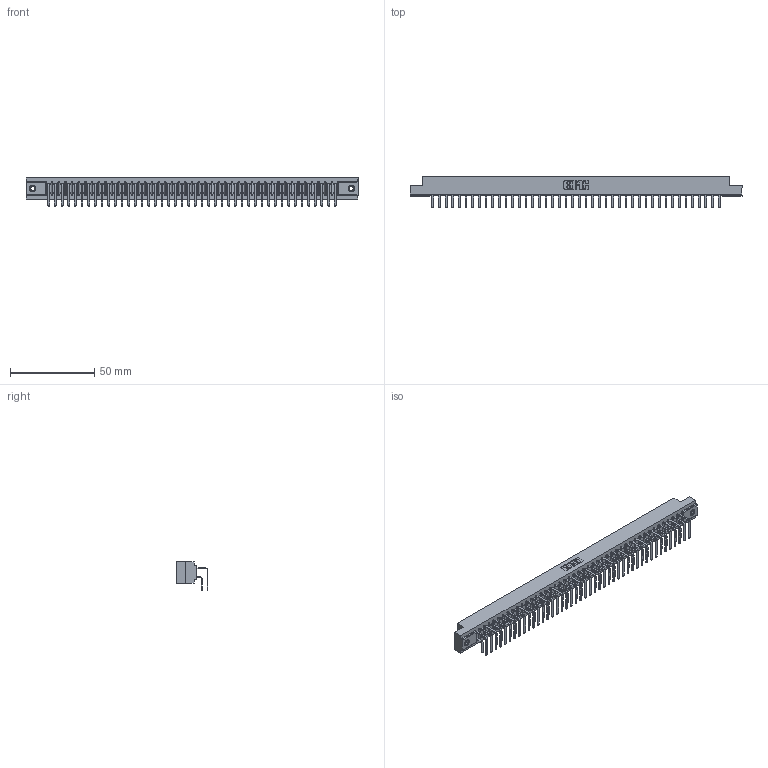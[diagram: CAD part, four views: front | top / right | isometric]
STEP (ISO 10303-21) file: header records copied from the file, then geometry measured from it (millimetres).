
FILE_DESCRIPTION (( 'STEP AP203' ), '1' );
FILE_NAME ('307-044-458-107.STEP', '2020-09-29T21:49:25', ( '' ), ( '' ), 'SwSTEP 2.0', 'SolidWorks 2020', '' );
FILE_SCHEMA (( 'CONFIG_CONTROL_DESIGN' ));
Length unit declared in the file: inch
Products named in the file (5): 345-250-001_345-250-005-103; 307-290-001_558 559 - 1 (Single); 307 Part_.156 Dia Mounting Holes; 307-044-458-107; 307-290-001_558 - 2 (Single)
Assembly tree (91 placements, depth 2):
  307-044-458-107
    307 Part_.156 Dia Mounting Holes
    307-290-001_558 559 - 1 (Single)  x44
    307-290-001_558 - 2 (Single)  x44
    345-250-001_345-250-005-103  x2
Bounding box: 197.36 x 18.96 x 16.8 mm (x, y, z)
Volume: 21377.5 mm3; surface area: 28502.9 mm2
Topology: 91 solids, 91 shells, 4623 faces, 12955 edges, 8390 vertices
Faces by surface type: plane 3006, cylinder 1511, sphere 90, cone 12, torus 4
Entity records: 41514 total; most frequent: CARTESIAN_POINT 6777, ORIENTED_EDGE 6710, DIRECTION 6645, EDGE_CURVE 3355, LINE 2573, VECTOR 2573, VERTEX_POINT 2168, AXIS2_PLACEMENT_3D 2036
